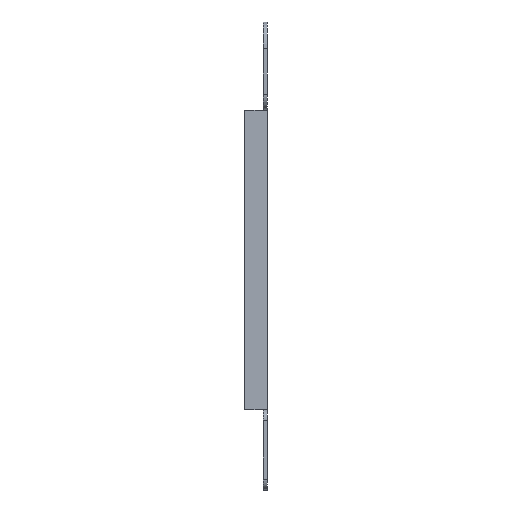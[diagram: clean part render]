
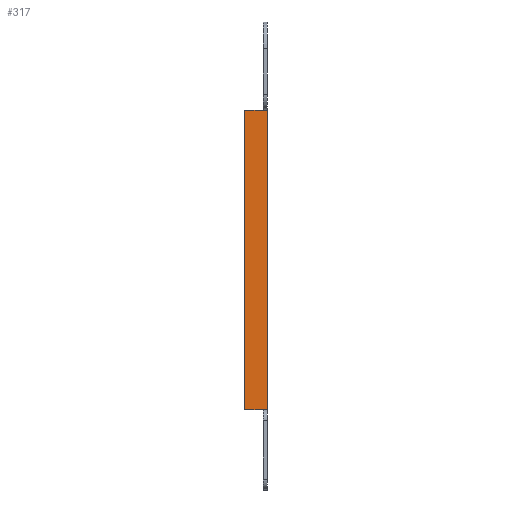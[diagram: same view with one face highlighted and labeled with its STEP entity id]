
A CAD part, left-side view. The second image highlights one B-rep face of the part: STEP entity #317.
In plain terms, the highlighted planar face has unit normal (-1, 0, 0).
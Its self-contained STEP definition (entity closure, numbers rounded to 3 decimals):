
#41 = DIRECTION ( 'NONE',  ( 0., 1., 0. ) ) ;
#52 = DIRECTION ( 'NONE',  ( 0., 0., 1. ) ) ;
#77 = LINE ( 'NONE', #191, #1349 ) ;
#124 = ORIENTED_EDGE ( 'NONE', *, *, #952, .T. ) ;
#148 = AXIS2_PLACEMENT_3D ( 'NONE', #1660, #268, #849 ) ;
#182 = EDGE_CURVE ( 'NONE', #484, #1549, #1647, .T. ) ;
#191 = CARTESIAN_POINT ( 'NONE',  ( -6., 8.5, 127. ) ) ;
#205 = VECTOR ( 'NONE', #41, 1000. ) ;
#268 = DIRECTION ( 'NONE',  ( -1., 0., 0. ) ) ;
#270 = ORIENTED_EDGE ( 'NONE', *, *, #649, .F. ) ;
#305 = ORIENTED_EDGE ( 'NONE', *, *, #583, .F. ) ;
#314 = CARTESIAN_POINT ( 'NONE',  ( -6., 0., 127. ) ) ;
#317 = ADVANCED_FACE ( 'NONE', ( #1386 ), #1402, .T. ) ;
#341 = CARTESIAN_POINT ( 'NONE',  ( -6., 0., 15. ) ) ;
#347 = DIRECTION ( 'NONE',  ( 0., 1., 0. ) ) ;
#408 = EDGE_LOOP ( 'NONE', ( #124, #1747, #1436, #305, #270, #947 ) ) ;
#473 = VERTEX_POINT ( 'NONE', #1577 ) ;
#474 = CARTESIAN_POINT ( 'NONE',  ( -6., 1.5, 15. ) ) ;
#484 = VERTEX_POINT ( 'NONE', #1304 ) ;
#537 = VECTOR ( 'NONE', #347, 1000. ) ;
#583 = EDGE_CURVE ( 'NONE', #1362, #473, #1074, .T. ) ;
#636 = VERTEX_POINT ( 'NONE', #757 ) ;
#649 = EDGE_CURVE ( 'NONE', #484, #1362, #1352, .T. ) ;
#683 = VECTOR ( 'NONE', #52, 1000. ) ;
#747 = VERTEX_POINT ( 'NONE', #1484 ) ;
#748 = VECTOR ( 'NONE', #1334, 1000. ) ;
#757 = CARTESIAN_POINT ( 'NONE',  ( -6., 1.5, 127. ) ) ;
#849 = DIRECTION ( 'NONE',  ( 0., 0., 1. ) ) ;
#931 = DIRECTION ( 'NONE',  ( 0., 0., 1. ) ) ;
#947 = ORIENTED_EDGE ( 'NONE', *, *, #182, .T. ) ;
#952 = EDGE_CURVE ( 'NONE', #1549, #636, #1048, .T. ) ;
#982 = LINE ( 'NONE', #997, #1027 ) ;
#997 = CARTESIAN_POINT ( 'NONE',  ( -6., 0., 127. ) ) ;
#1027 = VECTOR ( 'NONE', #1547, 1000. ) ;
#1048 = LINE ( 'NONE', #314, #748 ) ;
#1074 = LINE ( 'NONE', #341, #537 ) ;
#1304 = CARTESIAN_POINT ( 'NONE',  ( -6., 0., 15. ) ) ;
#1324 = CARTESIAN_POINT ( 'NONE',  ( -6., 0., 15. ) ) ;
#1334 = DIRECTION ( 'NONE',  ( 0., 1., 0. ) ) ;
#1349 = VECTOR ( 'NONE', #931, 1000. ) ;
#1352 = LINE ( 'NONE', #1324, #205 ) ;
#1362 = VERTEX_POINT ( 'NONE', #474 ) ;
#1386 = FACE_OUTER_BOUND ( 'NONE', #408, .T. ) ;
#1402 = PLANE ( 'NONE',  #148 ) ;
#1413 = CARTESIAN_POINT ( 'NONE',  ( -6., 0., 127. ) ) ;
#1436 = ORIENTED_EDGE ( 'NONE', *, *, #1478, .F. ) ;
#1478 = EDGE_CURVE ( 'NONE', #473, #747, #77, .T. ) ;
#1484 = CARTESIAN_POINT ( 'NONE',  ( -6., 8.5, 127. ) ) ;
#1547 = DIRECTION ( 'NONE',  ( 0., 1., 0. ) ) ;
#1549 = VERTEX_POINT ( 'NONE', #1413 ) ;
#1577 = CARTESIAN_POINT ( 'NONE',  ( -6., 8.5, 15. ) ) ;
#1647 = LINE ( 'NONE', #1756, #683 ) ;
#1660 = CARTESIAN_POINT ( 'NONE',  ( -6., 0., 127. ) ) ;
#1695 = EDGE_CURVE ( 'NONE', #636, #747, #982, .T. ) ;
#1747 = ORIENTED_EDGE ( 'NONE', *, *, #1695, .T. ) ;
#1756 = CARTESIAN_POINT ( 'NONE',  ( -6., 0., 127. ) ) ;
